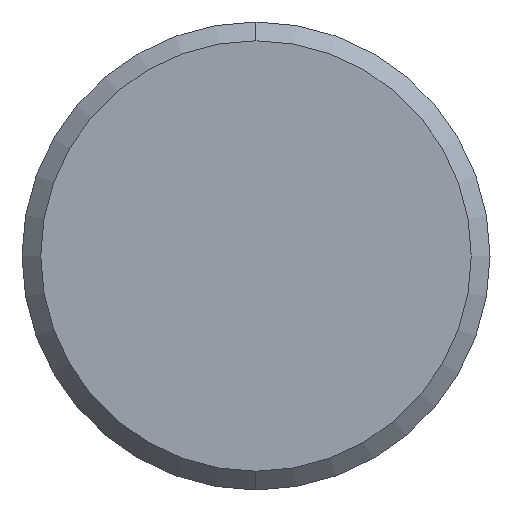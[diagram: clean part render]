
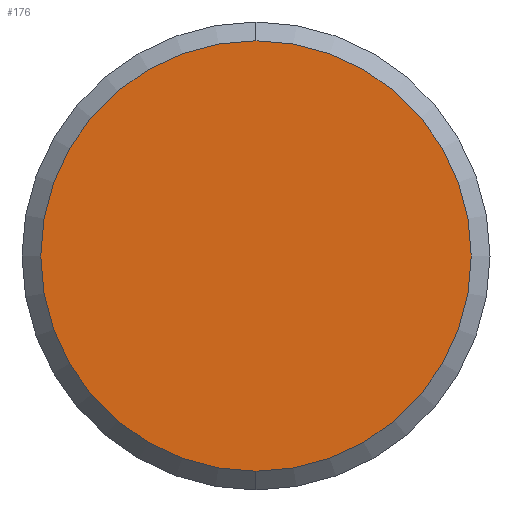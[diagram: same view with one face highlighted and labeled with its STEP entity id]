
A CAD part, left-side view. The second image highlights one B-rep face of the part: STEP entity #176.
In plain terms, the highlighted planar face has unit normal (-1, 0, 0).
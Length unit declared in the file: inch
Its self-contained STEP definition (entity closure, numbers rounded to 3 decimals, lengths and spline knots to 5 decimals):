
#30 = FACE_OUTER_BOUND ( 'NONE', #343, .T. ) ;
#34 = DIRECTION ( 'NONE',  ( -1., 0., 0. ) ) ;
#38 = EDGE_CURVE ( 'NONE', #389, #290, #107, .T. ) ;
#84 = DIRECTION ( 'NONE',  ( -1., 0., 0. ) ) ;
#88 = CARTESIAN_POINT ( 'NONE',  ( 0., 0., 0.17235 ) ) ;
#96 = EDGE_CURVE ( 'NONE', #290, #389, #323, .T. ) ;
#107 = CIRCLE ( 'NONE', #493, 0.17235 ) ;
#173 = ORIENTED_EDGE ( 'NONE', *, *, #96, .T. ) ;
#176 = ADVANCED_FACE ( 'NONE', ( #30 ), #227, .F. ) ;
#199 = CARTESIAN_POINT ( 'NONE',  ( 0., 0., 0. ) ) ;
#212 = CARTESIAN_POINT ( 'NONE',  ( 0., 0., 0. ) ) ;
#223 = DIRECTION ( 'NONE',  ( 0., 0., -1. ) ) ;
#227 = PLANE ( 'NONE',  #463 ) ;
#241 = DIRECTION ( 'NONE',  ( 0., 0., -1. ) ) ;
#254 = CARTESIAN_POINT ( 'NONE',  ( 0., 0., -0.17235 ) ) ;
#269 = CARTESIAN_POINT ( 'NONE',  ( 0., 0., 0. ) ) ;
#290 = VERTEX_POINT ( 'NONE', #88 ) ;
#323 = CIRCLE ( 'NONE', #423, 0.17235 ) ;
#333 = ORIENTED_EDGE ( 'NONE', *, *, #38, .T. ) ;
#340 = DIRECTION ( 'NONE',  ( 1., 0., 0. ) ) ;
#343 = EDGE_LOOP ( 'NONE', ( #333, #173 ) ) ;
#389 = VERTEX_POINT ( 'NONE', #254 ) ;
#423 = AXIS2_PLACEMENT_3D ( 'NONE', #269, #84, #223 ) ;
#463 = AXIS2_PLACEMENT_3D ( 'NONE', #199, #340, #241 ) ;
#483 = DIRECTION ( 'NONE',  ( 0., 0., -1. ) ) ;
#493 = AXIS2_PLACEMENT_3D ( 'NONE', #212, #34, #483 ) ;
